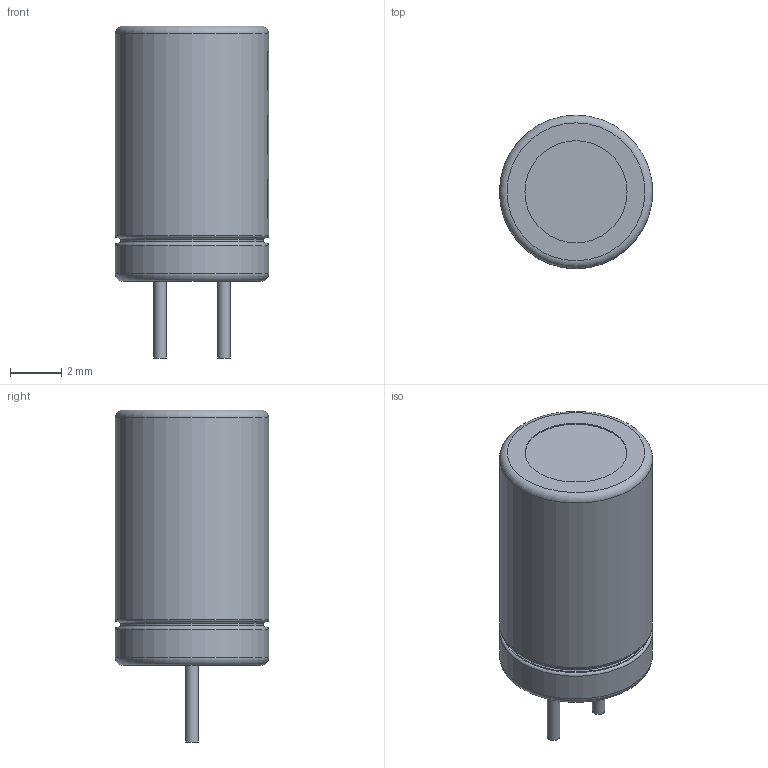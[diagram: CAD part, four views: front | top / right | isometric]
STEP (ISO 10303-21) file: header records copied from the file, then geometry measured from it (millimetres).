
FILE_DESCRIPTION(('FreeCAD Model'),'2;1');
FILE_NAME( 'E2_5x6x10.stp' ,'2019-11-24T14:40:43',('Author'),(''), 'Open CASCADE STEP processor 6.8','FreeCAD','Unknown');
FILE_SCHEMA(('AUTOMOTIVE_DESIGN { 1 0 10303 214 1 1 1 1 }'));
Length unit declared in the file: millimetre
Products named in the file (4): ASSEMBLY; Fillet002; Pad; Array
Assembly tree (3 placements, depth 2):
  ASSEMBLY
    Fillet002
    Pad
    Array
Bounding box: 6 x 6 x 13 mm (x, y, z)
Volume: 280.9 mm3; surface area: 265.7 mm2
Topology: 6 solids, 6 shells, 41 faces, 69 edges, 44 vertices
Faces by surface type: plane 22, cylinder 13, torus 6
Full cylindrical faces by diameter (mm): 0.5 x2, 4 x1, 5 x1, 5.6 x1, 6 x2
Entity records: 2120 total; most frequent: CARTESIAN_POINT 380, DIRECTION 311, ORIENTED_EDGE 138, PCURVE 138, DEFINITIONAL_REPRESENTATION 138, LINE 131, VECTOR 131, AXIS2_PLACEMENT_3D 83
